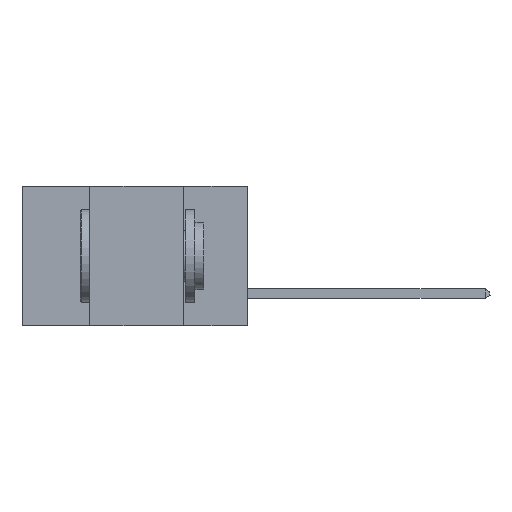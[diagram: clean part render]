
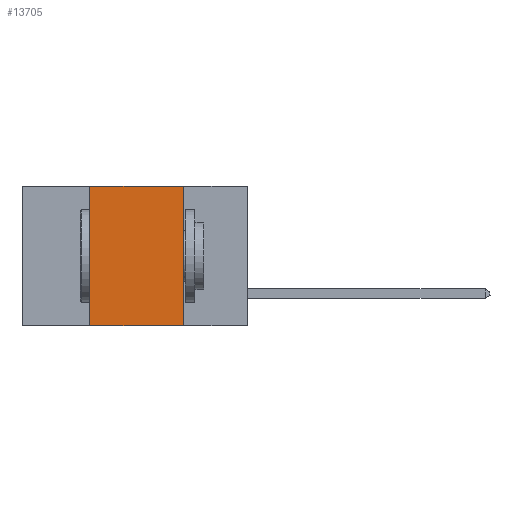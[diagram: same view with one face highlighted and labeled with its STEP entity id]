
A CAD part, left-side view. The second image highlights one B-rep face of the part: STEP entity #13705.
In plain terms, the highlighted planar face has unit normal (-1, 0, 0).
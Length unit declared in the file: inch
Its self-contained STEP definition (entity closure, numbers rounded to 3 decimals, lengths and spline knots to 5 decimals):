
#924 = ORIENTED_EDGE ( 'NONE', *, *, #18617, .T. ) ;
#1453 = ORIENTED_EDGE ( 'NONE', *, *, #19170, .F. ) ;
#1556 = DIRECTION ( 'NONE',  ( 0., -1., 0. ) ) ;
#1976 = LINE ( 'NONE', #6634, #3048 ) ;
#2867 = LINE ( 'NONE', #16925, #6631 ) ;
#3048 = VECTOR ( 'NONE', #12218, 39.37008 ) ;
#3140 = CARTESIAN_POINT ( 'NONE',  ( 0., 0.17, 0. ) ) ;
#3622 = DIRECTION ( 'NONE',  ( 1., 0., 0. ) ) ;
#4512 = VECTOR ( 'NONE', #1556, 39.37008 ) ;
#5045 = LINE ( 'NONE', #11914, #4512 ) ;
#5452 = ORIENTED_EDGE ( 'NONE', *, *, #13596, .F. ) ;
#5950 = EDGE_LOOP ( 'NONE', ( #10698, #5452, #1453, #924 ) ) ;
#6631 = VECTOR ( 'NONE', #20258, 39.37008 ) ;
#6634 = CARTESIAN_POINT ( 'NONE',  ( 0., 0.6, 0. ) ) ;
#8887 = CARTESIAN_POINT ( 'NONE',  ( 0., 0.6, 0. ) ) ;
#10698 = ORIENTED_EDGE ( 'NONE', *, *, #12266, .F. ) ;
#11914 = CARTESIAN_POINT ( 'NONE',  ( 0., 0.6, -0.37 ) ) ;
#12022 = VECTOR ( 'NONE', #13719, 39.37008 ) ;
#12218 = DIRECTION ( 'NONE',  ( 0., -1., 0. ) ) ;
#12266 = EDGE_CURVE ( 'NONE', #14854, #13932, #12583, .T. ) ;
#12583 = LINE ( 'NONE', #3140, #12022 ) ;
#12601 = VERTEX_POINT ( 'NONE', #14531 ) ;
#13596 = EDGE_CURVE ( 'NONE', #18423, #14854, #1976, .T. ) ;
#13705 = ADVANCED_FACE ( 'NONE', ( #16218 ), #19157, .F. ) ;
#13719 = DIRECTION ( 'NONE',  ( 0., 0., -1. ) ) ;
#13932 = VERTEX_POINT ( 'NONE', #19823 ) ;
#14531 = CARTESIAN_POINT ( 'NONE',  ( 0., 0.42, -0.37 ) ) ;
#14854 = VERTEX_POINT ( 'NONE', #15549 ) ;
#15549 = CARTESIAN_POINT ( 'NONE',  ( 0., 0.17, 0. ) ) ;
#16218 = FACE_OUTER_BOUND ( 'NONE', #5950, .T. ) ;
#16925 = CARTESIAN_POINT ( 'NONE',  ( 0., 0.42, 0. ) ) ;
#17989 = AXIS2_PLACEMENT_3D ( 'NONE', #8887, #3622, #20739 ) ;
#18423 = VERTEX_POINT ( 'NONE', #21781 ) ;
#18617 = EDGE_CURVE ( 'NONE', #12601, #13932, #5045, .T. ) ;
#19157 = PLANE ( 'NONE',  #17989 ) ;
#19170 = EDGE_CURVE ( 'NONE', #12601, #18423, #2867, .T. ) ;
#19823 = CARTESIAN_POINT ( 'NONE',  ( 0., 0.17, -0.37 ) ) ;
#20258 = DIRECTION ( 'NONE',  ( 0., 0., 1. ) ) ;
#20739 = DIRECTION ( 'NONE',  ( 0., 0., -1. ) ) ;
#21781 = CARTESIAN_POINT ( 'NONE',  ( 0., 0.42, 0. ) ) ;
